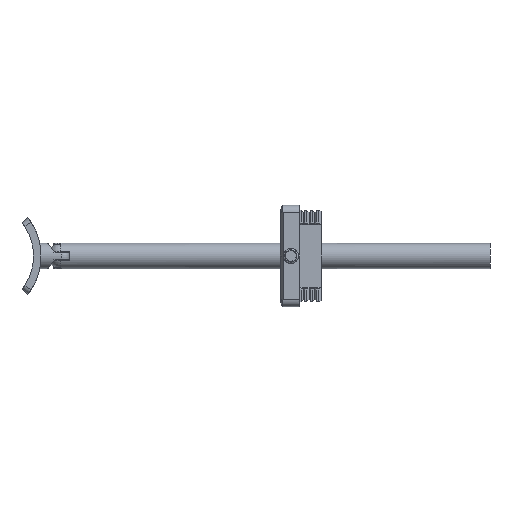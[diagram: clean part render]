
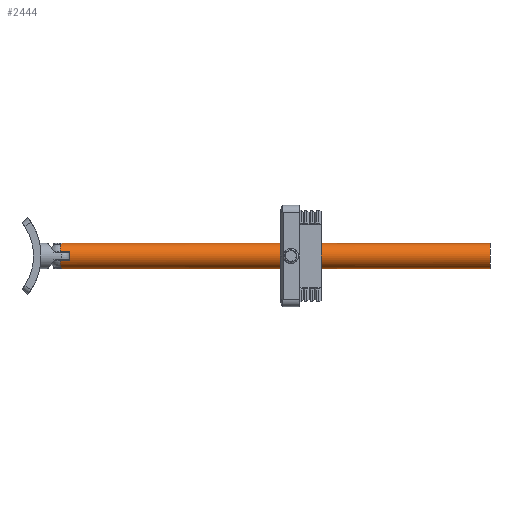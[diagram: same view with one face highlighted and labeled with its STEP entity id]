
A CAD part, front view. The second image highlights one B-rep face of the part: STEP entity #2444.
In plain terms, the highlighted cylindrical face has radius 5 mm (diameter 10 mm), a partial arc.
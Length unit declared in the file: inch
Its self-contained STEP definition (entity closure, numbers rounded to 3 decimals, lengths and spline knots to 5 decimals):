
#44 = LINE ( 'NONE', #153, #2495 ) ;
#70 = LINE ( 'NONE', #1666, #5115 ) ;
#153 = CARTESIAN_POINT ( 'NONE',  ( 7.08661, -0.18645, 0.06315 ) ) ;
#170 = CARTESIAN_POINT ( 'NONE',  ( 0.41339, -0.18645, 0.06315 ) ) ;
#268 = LINE ( 'NONE', #4752, #5576 ) ;
#649 = DIRECTION ( 'NONE',  ( 0., 0., -1. ) ) ;
#655 = EDGE_CURVE ( 'NONE', #2895, #7117, #44, .T. ) ;
#739 = VECTOR ( 'NONE', #6238, 39.37008 ) ;
#757 = CARTESIAN_POINT ( 'NONE',  ( 0.5596, -0.18645, 0.06315 ) ) ;
#769 = DIRECTION ( 'NONE',  ( 0., 0., -1. ) ) ;
#780 = DIRECTION ( 'NONE',  ( 1., 0., 0. ) ) ;
#897 = CIRCLE ( 'NONE', #6417, 0.19685 ) ;
#907 = CIRCLE ( 'NONE', #3774, 0.19685 ) ;
#1047 = DIRECTION ( 'NONE',  ( 0., 0., 1. ) ) ;
#1160 = DIRECTION ( 'NONE',  ( 1., 0., 0. ) ) ;
#1383 = VERTEX_POINT ( 'NONE', #2169 ) ;
#1458 = DIRECTION ( 'NONE',  ( -1., 0., 0. ) ) ;
#1666 = CARTESIAN_POINT ( 'NONE',  ( 7.08661, -0.18645, -0.06315 ) ) ;
#1777 = CARTESIAN_POINT ( 'NONE',  ( 0.41339, 0., 0. ) ) ;
#1783 = DIRECTION ( 'NONE',  ( 1., 0., 0. ) ) ;
#1866 = CARTESIAN_POINT ( 'NONE',  ( 0.5596, 0., 0. ) ) ;
#1923 = VERTEX_POINT ( 'NONE', #3471 ) ;
#2169 = CARTESIAN_POINT ( 'NONE',  ( 0.5596, -0.18645, -0.06315 ) ) ;
#2174 = CYLINDRICAL_SURFACE ( 'NONE', #5167, 0.19685 ) ;
#2280 = ORIENTED_EDGE ( 'NONE', *, *, #6241, .T. ) ;
#2315 = DIRECTION ( 'NONE',  ( -1., 0., 0. ) ) ;
#2342 = CARTESIAN_POINT ( 'NONE',  ( 7.08661, 0., -0.19685 ) ) ;
#2360 = DIRECTION ( 'NONE',  ( 1., 0., 0. ) ) ;
#2379 = VERTEX_POINT ( 'NONE', #3283 ) ;
#2444 = ADVANCED_FACE ( 'NONE', ( #7113 ), #2174, .T. ) ;
#2480 = CARTESIAN_POINT ( 'NONE',  ( 7.08661, 0., 0. ) ) ;
#2495 = VECTOR ( 'NONE', #2360, 39.37008 ) ;
#2817 = AXIS2_PLACEMENT_3D ( 'NONE', #5624, #1783, #3353 ) ;
#2895 = VERTEX_POINT ( 'NONE', #170 ) ;
#2991 = EDGE_LOOP ( 'NONE', ( #6791, #4477, #4676, #2280, #4531, #6823, #6306, #4565 ) ) ;
#3157 = EDGE_CURVE ( 'NONE', #7117, #1383, #897, .T. ) ;
#3283 = CARTESIAN_POINT ( 'NONE',  ( 0.41339, 0., 0.19685 ) ) ;
#3353 = DIRECTION ( 'NONE',  ( 0., 0., -1. ) ) ;
#3471 = CARTESIAN_POINT ( 'NONE',  ( 7.08661, 0., 0.19685 ) ) ;
#3491 = CIRCLE ( 'NONE', #2817, 0.19685 ) ;
#3515 = LINE ( 'NONE', #2342, #739 ) ;
#3553 = VERTEX_POINT ( 'NONE', #5159 ) ;
#3745 = VERTEX_POINT ( 'NONE', #5605 ) ;
#3758 = CIRCLE ( 'NONE', #4335, 0.19685 ) ;
#3774 = AXIS2_PLACEMENT_3D ( 'NONE', #2480, #780, #4662 ) ;
#3930 = DIRECTION ( 'NONE',  ( -1., 0., 0. ) ) ;
#3963 = EDGE_CURVE ( 'NONE', #1923, #3553, #907, .T. ) ;
#4335 = AXIS2_PLACEMENT_3D ( 'NONE', #1777, #1160, #649 ) ;
#4390 = EDGE_CURVE ( 'NONE', #3553, #3745, #3515, .T. ) ;
#4477 = ORIENTED_EDGE ( 'NONE', *, *, #3963, .F. ) ;
#4531 = ORIENTED_EDGE ( 'NONE', *, *, #655, .T. ) ;
#4536 = VERTEX_POINT ( 'NONE', #6984 ) ;
#4565 = ORIENTED_EDGE ( 'NONE', *, *, #5822, .T. ) ;
#4662 = DIRECTION ( 'NONE',  ( 0., 0., -1. ) ) ;
#4676 = ORIENTED_EDGE ( 'NONE', *, *, #5581, .T. ) ;
#4752 = CARTESIAN_POINT ( 'NONE',  ( 7.08661, 0., 0.19685 ) ) ;
#5067 = EDGE_CURVE ( 'NONE', #1383, #4536, #70, .T. ) ;
#5115 = VECTOR ( 'NONE', #3930, 39.37008 ) ;
#5159 = CARTESIAN_POINT ( 'NONE',  ( 7.08661, 0., -0.19685 ) ) ;
#5167 = AXIS2_PLACEMENT_3D ( 'NONE', #6680, #2315, #1047 ) ;
#5576 = VECTOR ( 'NONE', #1458, 39.37008 ) ;
#5581 = EDGE_CURVE ( 'NONE', #1923, #2379, #268, .T. ) ;
#5605 = CARTESIAN_POINT ( 'NONE',  ( 0.41339, 0., -0.19685 ) ) ;
#5624 = CARTESIAN_POINT ( 'NONE',  ( 0.41339, 0., 0. ) ) ;
#5822 = EDGE_CURVE ( 'NONE', #4536, #3745, #3491, .T. ) ;
#6238 = DIRECTION ( 'NONE',  ( -1., 0., 0. ) ) ;
#6241 = EDGE_CURVE ( 'NONE', #2379, #2895, #3758, .T. ) ;
#6306 = ORIENTED_EDGE ( 'NONE', *, *, #5067, .T. ) ;
#6417 = AXIS2_PLACEMENT_3D ( 'NONE', #1866, #6768, #769 ) ;
#6680 = CARTESIAN_POINT ( 'NONE',  ( 7.08661, 0., 0. ) ) ;
#6768 = DIRECTION ( 'NONE',  ( 1., 0., 0. ) ) ;
#6791 = ORIENTED_EDGE ( 'NONE', *, *, #4390, .F. ) ;
#6823 = ORIENTED_EDGE ( 'NONE', *, *, #3157, .T. ) ;
#6984 = CARTESIAN_POINT ( 'NONE',  ( 0.41339, -0.18645, -0.06315 ) ) ;
#7113 = FACE_OUTER_BOUND ( 'NONE', #2991, .T. ) ;
#7117 = VERTEX_POINT ( 'NONE', #757 ) ;
